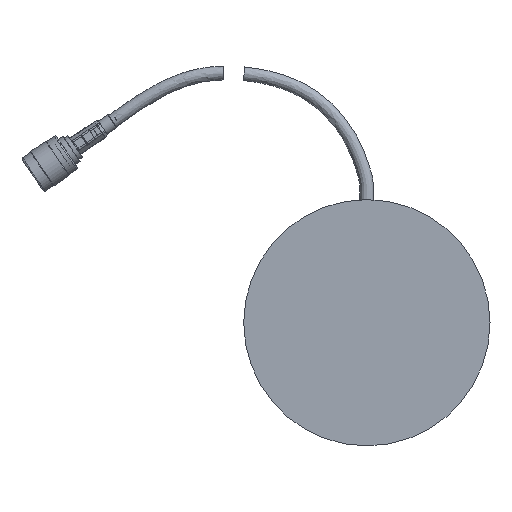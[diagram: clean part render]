
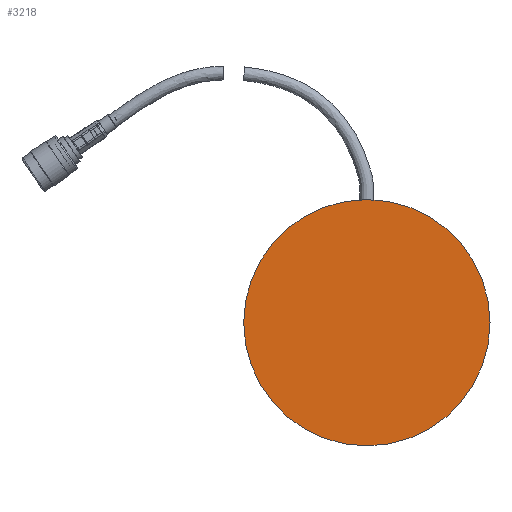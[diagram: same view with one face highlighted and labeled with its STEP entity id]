
A CAD part, front view. The second image highlights one B-rep face of the part: STEP entity #3218.
In plain terms, the highlighted planar face has unit normal (0, -1, 0).
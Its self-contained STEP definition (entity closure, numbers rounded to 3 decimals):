
#911 = CARTESIAN_POINT ( 'NONE',  ( -44.45, 0., 0. ) ) ;
#1658 = DIRECTION ( 'NONE',  ( 0., 0., 1. ) ) ;
#2472 = CARTESIAN_POINT ( 'NONE',  ( 0., 0., -44.45 ) ) ;
#3218 = ADVANCED_FACE ( 'NONE', ( #8092 ), #4522, .F. ) ;
#3559 = CARTESIAN_POINT ( 'NONE',  ( 0., 0., 0. ) ) ;
#4311 = DIRECTION ( 'NONE',  ( 0., 0., -1. ) ) ;
#4375 = AXIS2_PLACEMENT_3D ( 'NONE', #911, #6067, #1658 ) ;
#4522 = PLANE ( 'NONE',  #4375 ) ;
#4544 = EDGE_CURVE ( 'NONE', #6146, #6146, #4688, .T. ) ;
#4688 = CIRCLE ( 'NONE', #7565, 44.45 ) ;
#5608 = EDGE_LOOP ( 'NONE', ( #6634 ) ) ;
#6067 = DIRECTION ( 'NONE',  ( 0., 1., 0. ) ) ;
#6146 = VERTEX_POINT ( 'NONE', #2472 ) ;
#6634 = ORIENTED_EDGE ( 'NONE', *, *, #4544, .T. ) ;
#7565 = AXIS2_PLACEMENT_3D ( 'NONE', #3559, #8687, #4311 ) ;
#8092 = FACE_OUTER_BOUND ( 'NONE', #5608, .T. ) ;
#8687 = DIRECTION ( 'NONE',  ( 0., -1., 0. ) ) ;
